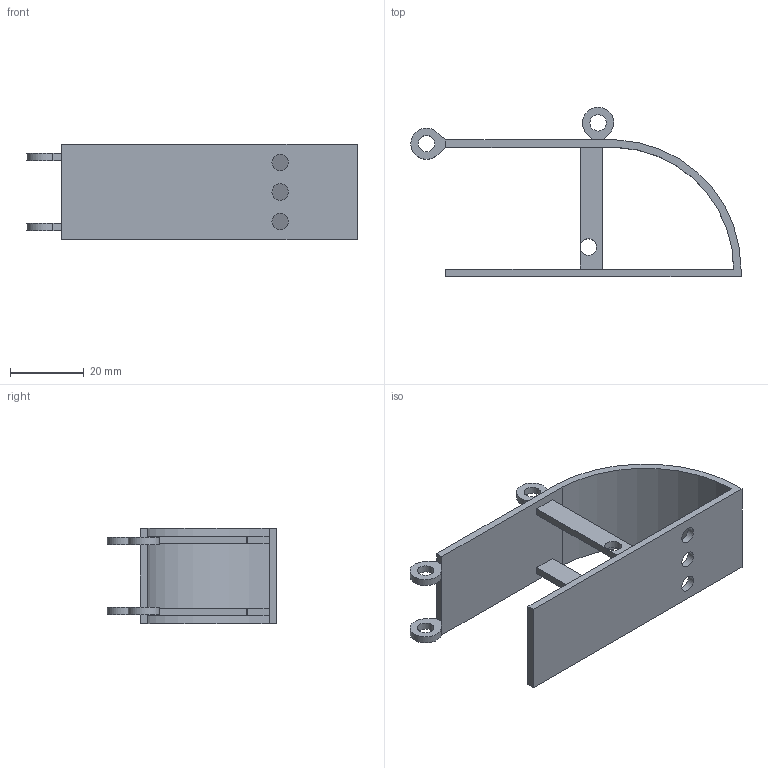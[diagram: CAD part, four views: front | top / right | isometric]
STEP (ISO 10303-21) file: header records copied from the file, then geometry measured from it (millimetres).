
FILE_DESCRIPTION(/* description */ (''),/* implementation_level */ '2;1');
FILE_NAME(/* name */ '4aff2cc5-98a3-40b6-892c-d202c6296216.stp',/* time_stamp */ '2015-10-06T16:50:46-05:00',/* author */ (''),/* organization */ (''),/* preprocessor_version */ 'ST-DEVELOPER v16.1',/* originating_system */ 'Autodesk Translation Framework v4.1.0.1560',/* authorisation */ '');
FILE_SCHEMA (('AUTOMOTIVE_DESIGN { 1 0 10303 214 3 1 1 }'));
Length unit declared in the file: centimetre
Products named in the file (1): head-frame-long-mouth
Bounding box: 89.44 x 45.85 x 26 mm (x, y, z)
Volume: 10257.9 mm3; surface area: 11724.2 mm2
Topology: 1 solids, 1 shells, 52 faces, 136 edges, 88 vertices
Faces by surface type: plane 37, cylinder 15
Full cylindrical faces by diameter (mm): 4.46 x7
Entity records: 1611 total; most frequent: CARTESIAN_POINT 270, DIRECTION 265, ORIENTED_EDGE 258, EDGE_CURVE 129, LINE 99, VECTOR 99, VERTEX_POINT 88, AXIS2_PLACEMENT_3D 83
